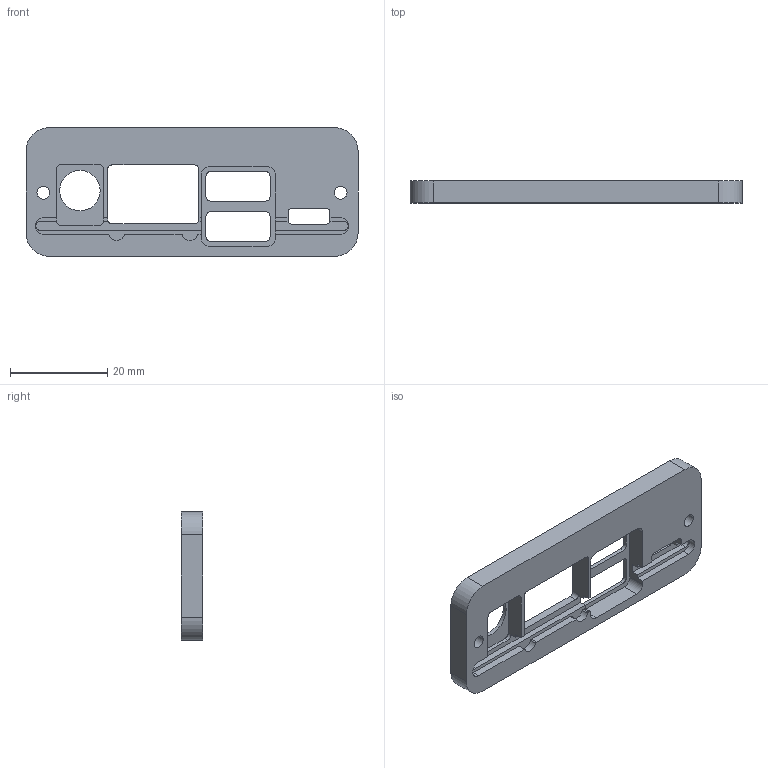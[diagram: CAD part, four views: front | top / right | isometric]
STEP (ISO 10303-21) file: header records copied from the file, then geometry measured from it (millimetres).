
FILE_DESCRIPTION(('CoCreate Modeling STEP Export'),'2;1');
FILE_NAME('157847-01_09-05-2014.stp','2014-09-05T13:25:27',(''),(''),'CoCreate Modeling STEP processor for AP214 (Solid Model)','CoCreate Modeling 17.0B 09-Oct-2010 (C) Parametric Technology GmbH','');
FILE_SCHEMA(('AUTOMOTIVE_DESIGN { 1 0 10303 214 1 1 1 1 }'));
Length unit declared in the file: millimetre
Products named in the file (1): Rearplate_Ettus_E3xx_157847A-01
Bounding box: 68.15 x 4.5 x 26.39 mm (x, y, z)
Volume: 4958.1 mm3; surface area: 4416.8 mm2
Topology: 1 solids, 1 shells, 177 faces, 1554 edges, 1451 vertices
Faces by surface type: plane 128, cylinder 49
Entity records: 15898 total; most frequent: ORIENTED_EDGE 3108, CARTESIAN_POINT 3105, DIRECTION 1848, EDGE_CURVE 1554, VERTEX_POINT 1451, VECTOR 1380, LINE 1380, EDGE_LOOP 263
